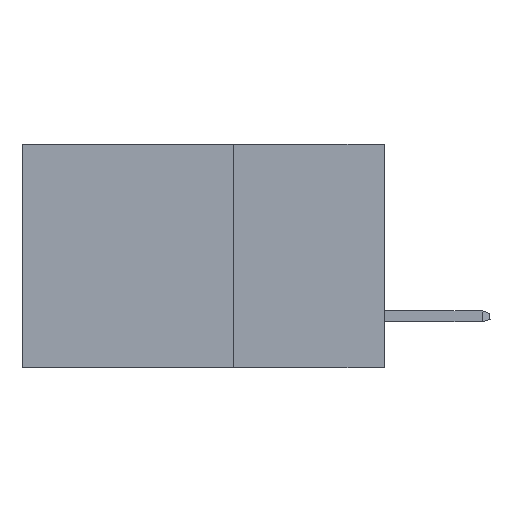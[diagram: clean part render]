
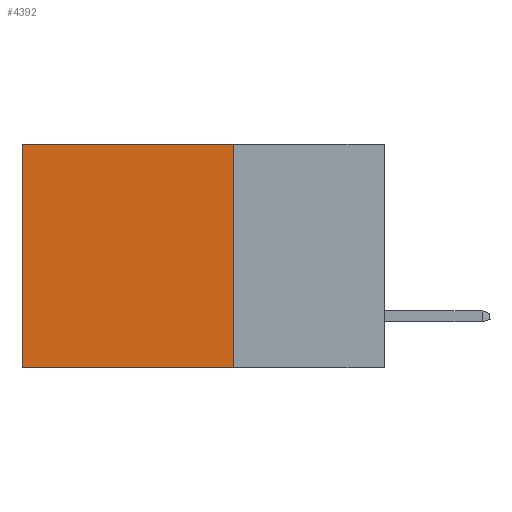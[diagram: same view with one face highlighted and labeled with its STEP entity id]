
A CAD part, left-side view. The second image highlights one B-rep face of the part: STEP entity #4392.
In plain terms, the highlighted planar face has unit normal (-1, 0, 0).
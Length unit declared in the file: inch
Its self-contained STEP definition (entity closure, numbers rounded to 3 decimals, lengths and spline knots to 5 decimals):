
#153 = CARTESIAN_POINT ( 'NONE',  ( 0.298, 0.6, -0.37 ) ) ;
#584 = LINE ( 'NONE', #1122, #5120 ) ;
#806 = CARTESIAN_POINT ( 'NONE',  ( 0.298, 0.25, 0. ) ) ;
#1122 = CARTESIAN_POINT ( 'NONE',  ( 0.298, 0.25, -0.37 ) ) ;
#1304 = AXIS2_PLACEMENT_3D ( 'NONE', #806, #3557, #9109 ) ;
#1385 = ORIENTED_EDGE ( 'NONE', *, *, #6033, .F. ) ;
#1683 = CARTESIAN_POINT ( 'NONE',  ( 0.298, 0.25, -0.37 ) ) ;
#1733 = DIRECTION ( 'NONE',  ( 0., 0., -1. ) ) ;
#1804 = VERTEX_POINT ( 'NONE', #1683 ) ;
#2059 = CARTESIAN_POINT ( 'NONE',  ( 0.298, 0.6, 0. ) ) ;
#2412 = EDGE_CURVE ( 'NONE', #3033, #9660, #8263, .T. ) ;
#2997 = DIRECTION ( 'NONE',  ( 0., 0., -1. ) ) ;
#3033 = VERTEX_POINT ( 'NONE', #7480 ) ;
#3482 = ORIENTED_EDGE ( 'NONE', *, *, #8820, .F. ) ;
#3557 = DIRECTION ( 'NONE',  ( 1., 0., 0. ) ) ;
#4392 = ADVANCED_FACE ( 'NONE', ( #7537 ), #6889, .F. ) ;
#4522 = CARTESIAN_POINT ( 'NONE',  ( 0.298, 0.25, 0. ) ) ;
#4744 = LINE ( 'NONE', #9776, #8874 ) ;
#5120 = VECTOR ( 'NONE', #5663, 39.37008 ) ;
#5440 = LINE ( 'NONE', #8001, #9600 ) ;
#5663 = DIRECTION ( 'NONE',  ( 0., 1., 0. ) ) ;
#6033 = EDGE_CURVE ( 'NONE', #3033, #1804, #5440, .T. ) ;
#6130 = DIRECTION ( 'NONE',  ( 0., 1., 0. ) ) ;
#6352 = ORIENTED_EDGE ( 'NONE', *, *, #2412, .T. ) ;
#6366 = EDGE_LOOP ( 'NONE', ( #7664, #3482, #1385, #6352 ) ) ;
#6889 = PLANE ( 'NONE',  #1304 ) ;
#7464 = EDGE_CURVE ( 'NONE', #9660, #7632, #4744, .T. ) ;
#7480 = CARTESIAN_POINT ( 'NONE',  ( 0.298, 0.25, 0. ) ) ;
#7537 = FACE_OUTER_BOUND ( 'NONE', #6366, .T. ) ;
#7632 = VERTEX_POINT ( 'NONE', #153 ) ;
#7664 = ORIENTED_EDGE ( 'NONE', *, *, #7464, .T. ) ;
#8001 = CARTESIAN_POINT ( 'NONE',  ( 0.298, 0.25, 0. ) ) ;
#8040 = VECTOR ( 'NONE', #6130, 39.37008 ) ;
#8263 = LINE ( 'NONE', #4522, #8040 ) ;
#8820 = EDGE_CURVE ( 'NONE', #1804, #7632, #584, .T. ) ;
#8874 = VECTOR ( 'NONE', #1733, 39.37008 ) ;
#9109 = DIRECTION ( 'NONE',  ( 0., 0., -1. ) ) ;
#9600 = VECTOR ( 'NONE', #2997, 39.37008 ) ;
#9660 = VERTEX_POINT ( 'NONE', #2059 ) ;
#9776 = CARTESIAN_POINT ( 'NONE',  ( 0.298, 0.6, 0. ) ) ;
